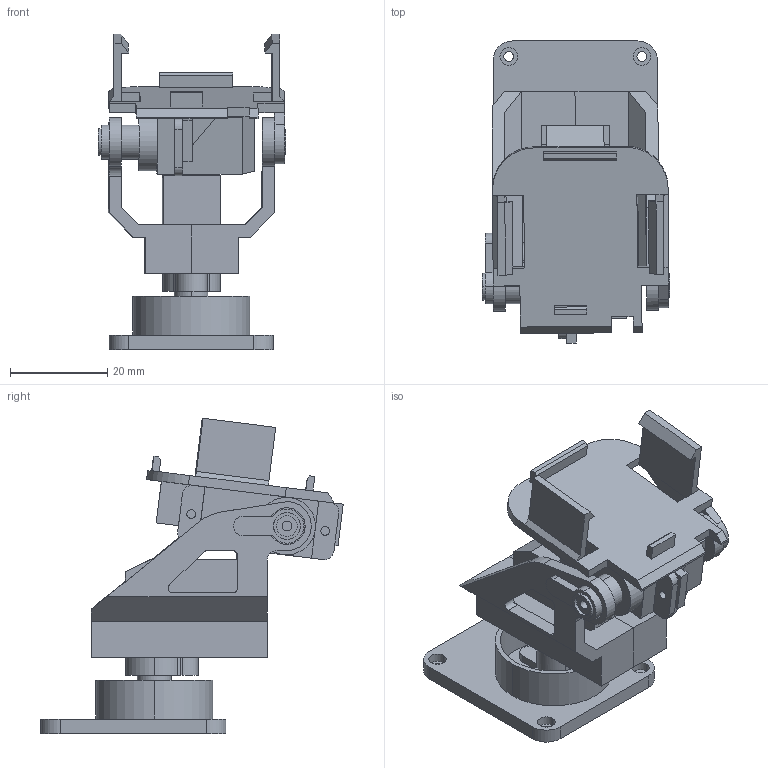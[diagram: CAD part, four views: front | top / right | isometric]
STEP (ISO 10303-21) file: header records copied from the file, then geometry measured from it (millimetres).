
FILE_DESCRIPTION (( 'STEP AP214' ), '1' );
FILE_NAME ('pantilt.STEP', '2017-09-10T08:58:41', ( '' ), ( '' ), 'SwSTEP 2.0', 'SolidWorks 2017', '' );
FILE_SCHEMA (( 'AUTOMOTIVE_DESIGN' ));
Length unit declared in the file: millimetre
Products named in the file (8): servo_emax_9g_horn_2_Domyslna; servo_emax_9g_horn_Domyslna; pantilt; servo_emax_9g_main_body_Domyslna; pantilt_2_right_Domyslna; pantilt_3_Domyslna; pantilt_1_Domyslna; pantilt_2_left_Domyslna
Assembly tree (8 placements, depth 2):
  pantilt
    pantilt_1_Domyslna
    servo_emax_9g_horn_Domyslna
    servo_emax_9g_main_body_Domyslna  x2
    pantilt_2_left_Domyslna
    pantilt_2_right_Domyslna
    servo_emax_9g_horn_2_Domyslna
    pantilt_3_Domyslna
Bounding box: 38.43 x 62.06 x 64.72 mm (x, y, z)
Volume: 26047.7 mm3; surface area: 20335.3 mm2
Topology: 8 solids, 8 shells, 322 faces, 851 edges, 560 vertices
Faces by surface type: plane 203, cylinder 119
Entity records: 9243 total; most frequent: CARTESIAN_POINT 1559, DIRECTION 1559, ORIENTED_EDGE 1508, EDGE_CURVE 754, VECTOR 533, LINE 533, AXIS2_PLACEMENT_3D 513, VERTEX_POINT 497
